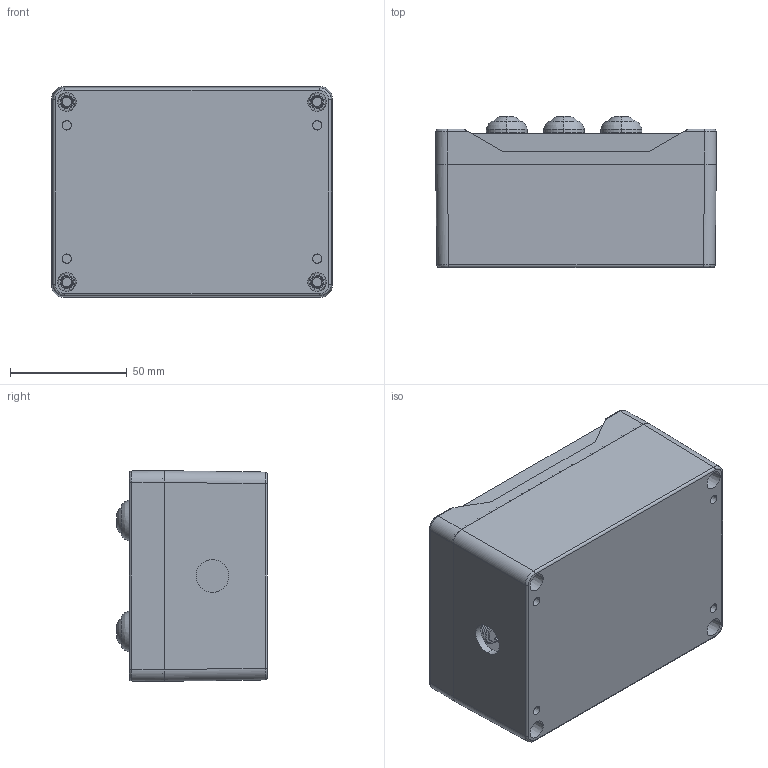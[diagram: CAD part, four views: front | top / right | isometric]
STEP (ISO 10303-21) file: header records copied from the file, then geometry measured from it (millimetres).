
FILE_DESCRIPTION((''),'2;1');
FILE_NAME('195230_ASM','2016-10-11T',('pdmadmin'),('BANNER ENGINEERING'),'CREO PARAMETRIC BY PTC INC, 2016260','CREO PARAMETRIC BY PTC INC, 2016260','');
FILE_SCHEMA(('CONFIG_CONTROL_DESIGN'));
Products named in the file (11): 195447_TOP; 153880_GASKET; 195447_BOTTOM; M5X25SHCS; 195447_ASM; 157289_SWITCH; 157289_O-RING; 157289_LOCKWASHER; 157289_HEX_NUT; 157289_ASM; 195230_ASM
Assembly tree (18 placements, depth 3):
  195230_ASM
    195447_ASM
      195447_TOP
      153880_GASKET
      195447_BOTTOM
      M5X25SHCS  x4
    157289_ASM  x6
      157289_SWITCH
      157289_O-RING
      157289_LOCKWASHER
      157289_HEX_NUT
Bounding box: 120 x 64.5 x 90 mm (x, y, z)
Volume: 164437.2 mm3; surface area: 125929.8 mm2
Topology: 31 solids, 31 shells, 1789 faces, 4748 edges, 3118 vertices
Faces by surface type: plane 892, cylinder 489, cone 256, torus 60, bspline 56, sphere 36
Entity records: 33325 total; most frequent: CARTESIAN_POINT 8240, DIRECTION 5309, ORIENTED_EDGE 5180, EDGE_CURVE 2590, AXIS2_PLACEMENT_3D 1987, VERTEX_POINT 1706, VECTOR 1335, LINE 1335
